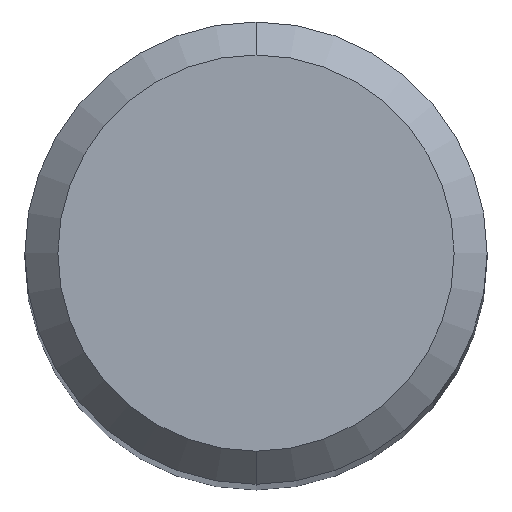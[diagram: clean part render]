
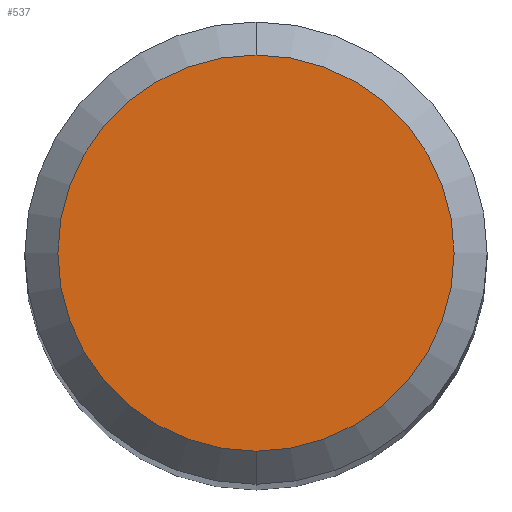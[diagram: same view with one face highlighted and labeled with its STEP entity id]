
A CAD part, top view. The second image highlights one B-rep face of the part: STEP entity #537.
In plain terms, the highlighted planar face has unit normal (0, 0, 1).
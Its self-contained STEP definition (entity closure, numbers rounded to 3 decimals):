
#325=EDGE_CURVE('',#517,#399,#727,.T.);
#399=VERTEX_POINT('',#809);
#517=VERTEX_POINT('',#937);
#537=ADVANCED_FACE('',(#959),#960,.T.);
#563=EDGE_CURVE('',#399,#517,#989,.T.);
#727=CIRCLE('',#1243,1.8);
#809=CARTESIAN_POINT('',(0.,-1.8,0.0));
#937=CARTESIAN_POINT('',(0.0,1.8,0.0));
#959=FACE_OUTER_BOUND('',#1697,.T.);
#960=PLANE('',#1698);
#989=CIRCLE('',#1748,1.8);
#1243=AXIS2_PLACEMENT_3D('',#1948,#1949,#1950);
#1697=EDGE_LOOP('',(#2195,#2196));
#1698=AXIS2_PLACEMENT_3D('',#2197,#2198,#2199);
#1748=AXIS2_PLACEMENT_3D('',#2232,#2233,#2234);
#1948=CARTESIAN_POINT('',(0.0,0.0,0.0));
#1949=DIRECTION('',(0.0,0.0,-1.0));
#1950=DIRECTION('',(0.0,1.0,0.0));
#2195=ORIENTED_EDGE('',*,*,#325,.F.);
#2196=ORIENTED_EDGE('',*,*,#563,.F.);
#2197=CARTESIAN_POINT('',(0.0,0.9,0.0));
#2198=DIRECTION('',(-0.0,0.0,1.0));
#2199=DIRECTION('',(0.0,-1.0,0.0));
#2232=CARTESIAN_POINT('',(0.0,0.0,0.0));
#2233=DIRECTION('',(0.0,0.0,-1.0));
#2234=DIRECTION('',(0.0,1.0,0.0));
